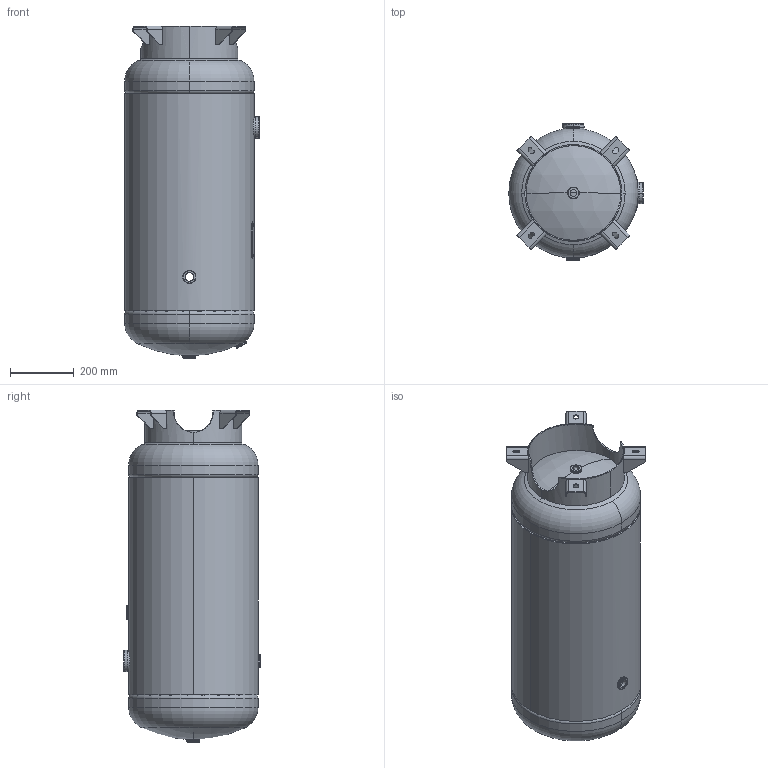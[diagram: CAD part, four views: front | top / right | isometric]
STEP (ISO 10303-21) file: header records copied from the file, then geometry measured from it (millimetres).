
FILE_DESCRIPTION (( 'STEP AP214' ), '1' );
FILE_NAME ('302407.STEP', '2025-04-10T16:27:17', ( '' ), ( '' ), 'SwSTEP 2.0', 'SolidWorks 2022', '' );
FILE_SCHEMA (( 'AUTOMOTIVE_DESIGN' ));
Length unit declared in the file: millimetre
Products named in the file (1): 302407
Bounding box: 422.78 x 429.41 x 1043.77 mm (x, y, z)
Volume: 6715130.1 mm3; surface area: 3032900.9 mm2
Topology: 16 solids, 16 shells, 382 faces, 836 edges, 500 vertices
Faces by surface type: plane 136, cylinder 104, torus 104, bspline 30, sphere 8
Full cylindrical faces by diameter (mm): 397.205 x1, 406.4 x1
Entity records: 21012 total; most frequent: CARTESIAN_POINT 8190, DIRECTION 1838, ORIENTED_EDGE 1672, EDGE_CURVE 836, AXIS2_PLACEMENT_3D 765, VERTEX_POINT 500, EDGE_LOOP 434, CIRCLE 412
